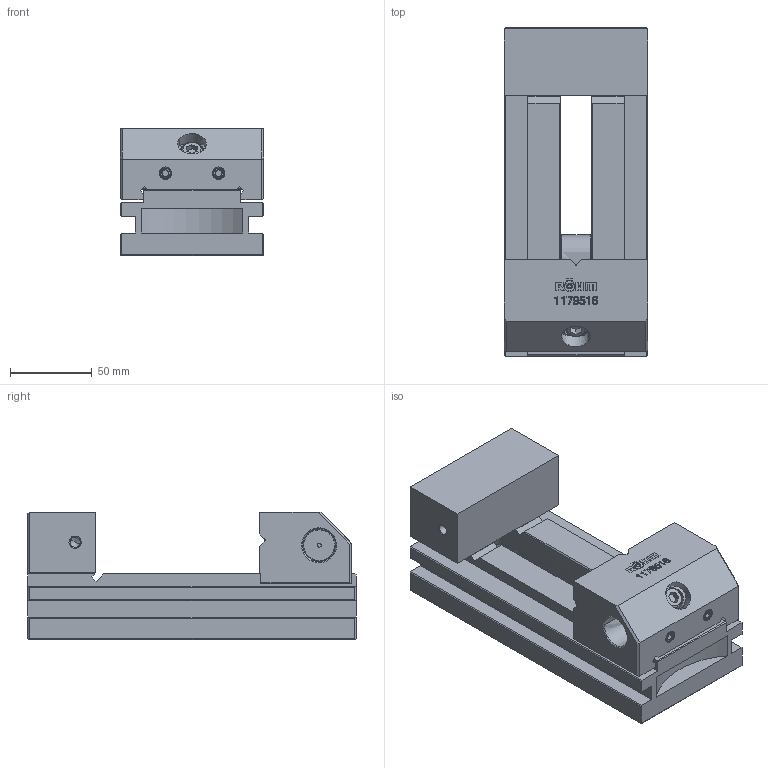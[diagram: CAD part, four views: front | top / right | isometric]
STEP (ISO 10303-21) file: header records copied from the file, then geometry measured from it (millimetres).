
FILE_DESCRIPTION(('FreeCAD Model'),'2;1');
FILE_NAME('Open CASCADE Shape Model','2025-05-07T16:11:51',('FreeCAD'),( 'FreeCAD'),'Open CASCADE STEP processor 7.6','FreeCAD','Unknown');
FILE_SCHEMA(('AUTOMOTIVE_DESIGN { 1 0 10303 214 1 1 1 1 }'));
Products named in the file (1): Open CASCADE STEP translator 7.6 1
Bounding box: 87.91 x 200.95 x 77.87 mm (x, y, z)
Volume: 724695.7 mm3; surface area: 129824.1 mm2
Topology: 10 solids, 10 shells, 1205 faces, 3272 edges, 2090 vertices
Faces by surface type: bspline 1205
Entity records: 44474 total; most frequent: CARTESIAN_POINT 25184, ORIENTED_EDGE 6488, EDGE_CURVE 3244, B_SPLINE_CURVE_WITH_KNOTS 2820, VERTEX_POINT 2090, FACE_BOUND 1255, EDGE_LOOP 1255, ADVANCED_FACE 1205
